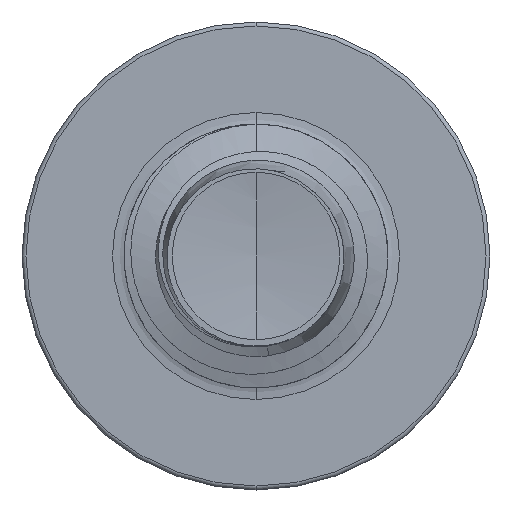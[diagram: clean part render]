
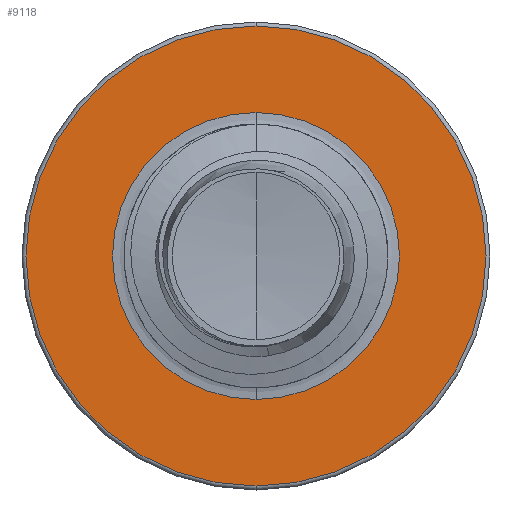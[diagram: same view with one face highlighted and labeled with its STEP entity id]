
A CAD part, front view. The second image highlights one B-rep face of the part: STEP entity #9118.
In plain terms, the highlighted planar face has unit normal (0, -1, 0).
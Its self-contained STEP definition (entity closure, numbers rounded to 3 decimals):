
#179 = VERTEX_POINT ( 'NONE', #9074 ) ;
#2821 = DIRECTION ( 'NONE',  ( 0., 0., 1. ) ) ;
#3239 = EDGE_CURVE ( 'NONE', #9540, #8308, #4966, .T. ) ;
#3285 = AXIS2_PLACEMENT_3D ( 'NONE', #4680, #4659, #4657 ) ;
#3614 = AXIS2_PLACEMENT_3D ( 'NONE', #6412, #14554, #7745 ) ;
#4657 = DIRECTION ( 'NONE',  ( 0., 0., 1. ) ) ;
#4659 = DIRECTION ( 'NONE',  ( 0., 1., 0. ) ) ;
#4680 = CARTESIAN_POINT ( 'NONE',  ( 0., 3., 0. ) ) ;
#4716 = CIRCLE ( 'NONE', #12086, 1.196 ) ;
#4966 = CIRCLE ( 'NONE', #3285, 1.917 ) ;
#5368 = VERTEX_POINT ( 'NONE', #13261 ) ;
#5456 = CARTESIAN_POINT ( 'NONE',  ( 0., 3., -1.917 ) ) ;
#5661 = ORIENTED_EDGE ( 'NONE', *, *, #7354, .F. ) ;
#5833 = EDGE_LOOP ( 'NONE', ( #10382, #7305 ) ) ;
#5964 = FACE_BOUND ( 'NONE', #5833, .T. ) ;
#6156 = AXIS2_PLACEMENT_3D ( 'NONE', #8037, #10611, #2821 ) ;
#6412 = CARTESIAN_POINT ( 'NONE',  ( 0., 3., 0. ) ) ;
#7024 = DIRECTION ( 'NONE',  ( 0., 1., 0. ) ) ;
#7133 = CARTESIAN_POINT ( 'NONE',  ( 0., 3., 1.917 ) ) ;
#7305 = ORIENTED_EDGE ( 'NONE', *, *, #9418, .T. ) ;
#7330 = EDGE_CURVE ( 'NONE', #179, #5368, #12913, .T. ) ;
#7354 = EDGE_CURVE ( 'NONE', #8308, #9540, #12589, .T. ) ;
#7693 = CARTESIAN_POINT ( 'NONE',  ( 0., 3., 0. ) ) ;
#7745 = DIRECTION ( 'NONE',  ( 0., 0., 1. ) ) ;
#8037 = CARTESIAN_POINT ( 'NONE',  ( 0., 3., -1.196 ) ) ;
#8308 = VERTEX_POINT ( 'NONE', #5456 ) ;
#9060 = DIRECTION ( 'NONE',  ( 0., 0., 1. ) ) ;
#9074 = CARTESIAN_POINT ( 'NONE',  ( 0., 3., 1.196 ) ) ;
#9118 = ADVANCED_FACE ( 'NONE', ( #14843, #5964 ), #14690, .F. ) ;
#9418 = EDGE_CURVE ( 'NONE', #5368, #179, #4716, .T. ) ;
#9540 = VERTEX_POINT ( 'NONE', #7133 ) ;
#10382 = ORIENTED_EDGE ( 'NONE', *, *, #7330, .T. ) ;
#10611 = DIRECTION ( 'NONE',  ( 0., 1., 0. ) ) ;
#10946 = AXIS2_PLACEMENT_3D ( 'NONE', #7693, #15379, #9060 ) ;
#12086 = AXIS2_PLACEMENT_3D ( 'NONE', #14075, #7024, #14967 ) ;
#12589 = CIRCLE ( 'NONE', #3614, 1.917 ) ;
#12913 = CIRCLE ( 'NONE', #10946, 1.196 ) ;
#13261 = CARTESIAN_POINT ( 'NONE',  ( 0., 3., -1.196 ) ) ;
#14075 = CARTESIAN_POINT ( 'NONE',  ( 0., 3., 0. ) ) ;
#14081 = ORIENTED_EDGE ( 'NONE', *, *, #3239, .F. ) ;
#14554 = DIRECTION ( 'NONE',  ( 0., 1., 0. ) ) ;
#14690 = PLANE ( 'NONE',  #6156 ) ;
#14843 = FACE_OUTER_BOUND ( 'NONE', #15407, .T. ) ;
#14967 = DIRECTION ( 'NONE',  ( 0., 0., 1. ) ) ;
#15379 = DIRECTION ( 'NONE',  ( 0., 1., 0. ) ) ;
#15407 = EDGE_LOOP ( 'NONE', ( #14081, #5661 ) ) ;
